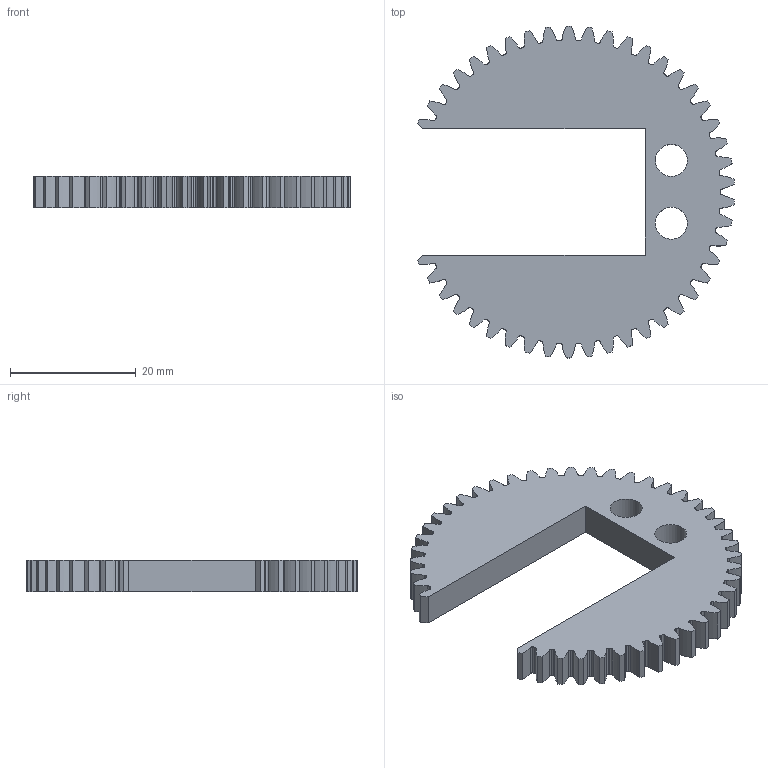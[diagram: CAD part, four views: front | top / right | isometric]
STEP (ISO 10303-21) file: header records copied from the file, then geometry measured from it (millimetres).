
FILE_DESCRIPTION(/* description */ ('STEP AP242','CAx-IF Rec.Pracs.---Representation and Presentation of Product Manufacturing Information (PMI)---4.0---2014-10-13','CAx-IF Rec.Pracs.---3D Tessellated Geometry---0.4---2014-09-14','2;1'),/* implementation_level */ '2;1');
FILE_NAME(/* name */ '687402963ccb6525732aaed0',/* time_stamp */ '2025-07-13T19:01:42Z',/* author */ (''),/* organization */ (''),/* preprocessor_version */ 'ST-DEVELOPER v20',/* originating_system */ 'ONSHAPE BY PTC INC, 1.200',/* authorisation */ ' ');
FILE_SCHEMA (('AP242_MANAGED_MODEL_BASED_3D_ENGINEERING_MIM_LF { 1 0 10303 442 1 1 4 }'));
Length unit declared in the file: metre
Products named in the file (1): Part 2
Bounding box: 50.45 x 52.83 x 5.08 mm (x, y, z)
Volume: 6285 mm3; surface area: 4487.7 mm2
Topology: 1 solids, 1 shells, 268 faces, 800 edges, 534 vertices
Faces by surface type: cylinder 175, bspline 88, plane 5
Full cylindrical faces by diameter (mm): 5.08 x2
Entity records: 12516 total; most frequent: CARTESIAN_POINT 5557, ORIENTED_EDGE 1592, DIRECTION 1332, EDGE_CURVE 796, VERTEX_POINT 532, AXIS2_PLACEMENT_3D 531, CIRCLE 350, EDGE_LOOP 274
